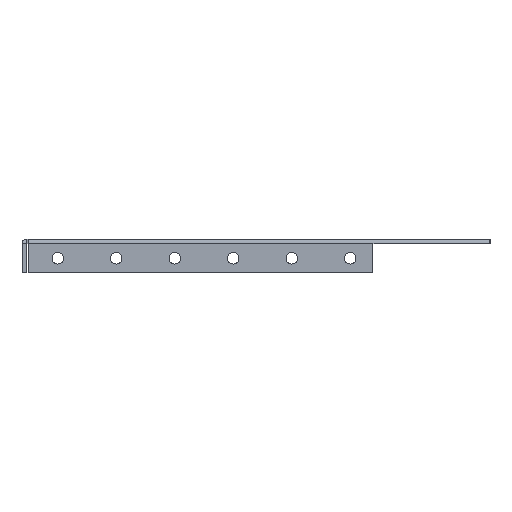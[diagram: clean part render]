
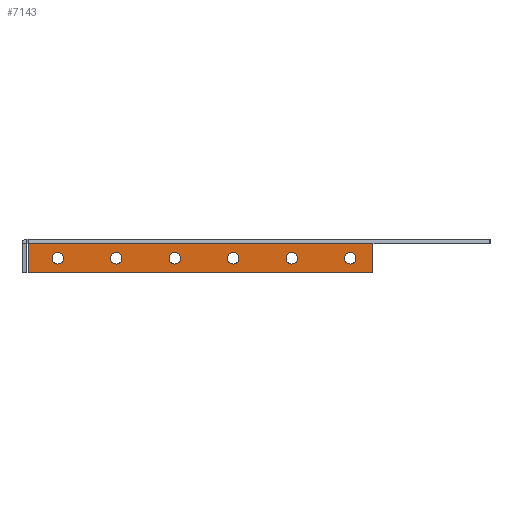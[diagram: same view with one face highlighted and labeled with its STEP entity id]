
A CAD part, left-side view. The second image highlights one B-rep face of the part: STEP entity #7143.
In plain terms, the highlighted planar face has unit normal (-1, 0, 0).
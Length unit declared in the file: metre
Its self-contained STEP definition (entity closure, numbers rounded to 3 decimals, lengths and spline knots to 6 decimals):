
#57=LINE('',#9767,#984);
#58=LINE('',#9770,#985);
#59=LINE('',#9772,#986);
#60=LINE('',#9774,#987);
#984=VECTOR('',#7964,1.);
#985=VECTOR('',#7965,1.);
#986=VECTOR('',#7966,1.);
#987=VECTOR('',#7967,1.);
#1911=ORIENTED_EDGE('',*,*,#3933,.T.);
#1912=ORIENTED_EDGE('',*,*,#3934,.T.);
#1913=ORIENTED_EDGE('',*,*,#3935,.T.);
#1914=ORIENTED_EDGE('',*,*,#3936,.T.);
#1915=ORIENTED_EDGE('',*,*,#3937,.T.);
#1916=ORIENTED_EDGE('',*,*,#3938,.T.);
#1917=ORIENTED_EDGE('',*,*,#3939,.T.);
#1918=ORIENTED_EDGE('',*,*,#3940,.T.);
#1919=ORIENTED_EDGE('',*,*,#3941,.F.);
#1920=ORIENTED_EDGE('',*,*,#3942,.F.);
#3933=EDGE_CURVE('',#4944,#4944,#5636,.F.);
#3934=EDGE_CURVE('',#4945,#4945,#5637,.F.);
#3935=EDGE_CURVE('',#4946,#4946,#5638,.F.);
#3936=EDGE_CURVE('',#4947,#4947,#5639,.F.);
#3937=EDGE_CURVE('',#4948,#4948,#5640,.F.);
#3938=EDGE_CURVE('',#4949,#4949,#5641,.F.);
#3939=EDGE_CURVE('',#4950,#4951,#57,.T.);
#3940=EDGE_CURVE('',#4951,#4952,#58,.T.);
#3941=EDGE_CURVE('',#4953,#4952,#59,.T.);
#3942=EDGE_CURVE('',#4950,#4953,#60,.T.);
#4944=VERTEX_POINT('',#9756);
#4945=VERTEX_POINT('',#9758);
#4946=VERTEX_POINT('',#9760);
#4947=VERTEX_POINT('',#9762);
#4948=VERTEX_POINT('',#9764);
#4949=VERTEX_POINT('',#9766);
#4950=VERTEX_POINT('',#9768);
#4951=VERTEX_POINT('',#9769);
#4952=VERTEX_POINT('',#9771);
#4953=VERTEX_POINT('',#9773);
#5636=CIRCLE('',#7511,0.002489);
#5637=CIRCLE('',#7512,0.002489);
#5638=CIRCLE('',#7513,0.002489);
#5639=CIRCLE('',#7514,0.002489);
#5640=CIRCLE('',#7515,0.002489);
#5641=CIRCLE('',#7516,0.002489);
#5718=EDGE_LOOP('',(#1911));
#5719=EDGE_LOOP('',(#1912));
#5720=EDGE_LOOP('',(#1913));
#5721=EDGE_LOOP('',(#1914));
#5722=EDGE_LOOP('',(#1915));
#5723=EDGE_LOOP('',(#1916));
#5724=EDGE_LOOP('',(#1917,#1918,#1919,#1920));
#6275=FACE_BOUND('',#5718,.T.);
#6276=FACE_BOUND('',#5719,.T.);
#6277=FACE_BOUND('',#5720,.T.);
#6278=FACE_BOUND('',#5721,.T.);
#6279=FACE_BOUND('',#5722,.T.);
#6280=FACE_BOUND('',#5723,.T.);
#6281=FACE_BOUND('',#5724,.T.);
#6832=PLANE('',#7510);
#7143=ADVANCED_FACE('',(#6275,#6276,#6277,#6278,#6279,#6280,#6281),#6832,
 .T.);
#7510=AXIS2_PLACEMENT_3D('',#9754,#7950,#7951);
#7511=AXIS2_PLACEMENT_3D('',#9755,#7952,#7953);
#7512=AXIS2_PLACEMENT_3D('',#9757,#7954,#7955);
#7513=AXIS2_PLACEMENT_3D('',#9759,#7956,#7957);
#7514=AXIS2_PLACEMENT_3D('',#9761,#7958,#7959);
#7515=AXIS2_PLACEMENT_3D('',#9763,#7960,#7961);
#7516=AXIS2_PLACEMENT_3D('',#9765,#7962,#7963);
#7950=DIRECTION('',(-1.,0.,0.));
#7951=DIRECTION('',(0.,0.,1.));
#7952=DIRECTION('',(-1.,0.,0.));
#7953=DIRECTION('',(0.,0.,1.));
#7954=DIRECTION('',(-1.,0.,0.));
#7955=DIRECTION('',(0.,0.,1.));
#7956=DIRECTION('',(-1.,0.,0.));
#7957=DIRECTION('',(0.,0.,1.));
#7958=DIRECTION('',(-1.,0.,0.));
#7959=DIRECTION('',(0.,0.,1.));
#7960=DIRECTION('',(-1.,0.,0.));
#7961=DIRECTION('',(0.,0.,1.));
#7962=DIRECTION('',(-1.,0.,0.));
#7963=DIRECTION('',(0.,0.,1.));
#7964=DIRECTION('',(0.,0.,1.));
#7965=DIRECTION('',(0.,1.,0.));
#7966=DIRECTION('',(0.,0.,1.));
#7967=DIRECTION('',(0.,1.,0.));
#9754=CARTESIAN_POINT('',(0.,0.1016,0.002032));
#9755=CARTESIAN_POINT('',(0.,0.187674,-0.00635));
#9756=CARTESIAN_POINT('',(0.,0.187674,-0.003861));
#9757=CARTESIAN_POINT('',(0.,0.162274,-0.00635));
#9758=CARTESIAN_POINT('',(0.,0.162274,-0.003861));
#9759=CARTESIAN_POINT('',(0.,0.136874,-0.00635));
#9760=CARTESIAN_POINT('',(0.,0.136874,-0.003861));
#9761=CARTESIAN_POINT('',(0.,0.111474,-0.00635));
#9762=CARTESIAN_POINT('',(0.,0.111474,-0.003861));
#9763=CARTESIAN_POINT('',(0.,0.086074,-0.00635));
#9764=CARTESIAN_POINT('',(0.,0.086074,-0.003861));
#9765=CARTESIAN_POINT('',(0.,0.060674,-0.00635));
#9766=CARTESIAN_POINT('',(0.,0.060674,-0.003861));
#9767=CARTESIAN_POINT('',(0.,0.0508,-0.0127));
#9768=CARTESIAN_POINT('',(0.,0.0508,-0.0127));
#9769=CARTESIAN_POINT('',(0.,0.0508,0.));
#9770=CARTESIAN_POINT('',(0.,0.1016,0.));
#9771=CARTESIAN_POINT('',(0.,0.200374,0.));
#9772=CARTESIAN_POINT('',(0.,0.200374,-0.0127));
#9773=CARTESIAN_POINT('',(0.,0.200374,-0.0127));
#9774=CARTESIAN_POINT('',(0.,0.1016,-0.0127));
